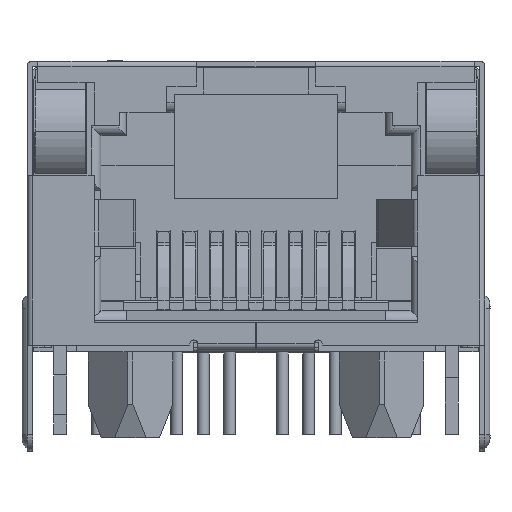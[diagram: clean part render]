
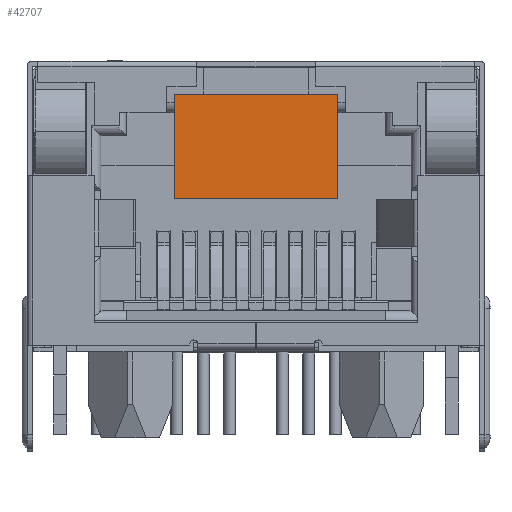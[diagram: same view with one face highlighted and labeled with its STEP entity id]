
A CAD part, front view. The second image highlights one B-rep face of the part: STEP entity #42707.
In plain terms, the highlighted planar face has unit normal (0, -1, 0).
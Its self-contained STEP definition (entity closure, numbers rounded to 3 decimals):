
#14345=CARTESIAN_POINT('',(-3.15,0.499,6.066));
#14346=VERTEX_POINT('',#14345);
#14353=CARTESIAN_POINT('',(-3.15,0.499,10.079));
#14354=VERTEX_POINT('',#14353);
#14355=CARTESIAN_POINT('',(-3.15,0.499,6.066));
#14356=DIRECTION('',(0.,0.,1.));
#14357=VECTOR('',#14356,4.013);
#14358=LINE('',#14355,#14357);
#14359=EDGE_CURVE('',#14346,#14354,#14358,.T.);
#14394=CARTESIAN_POINT('',(3.15,0.499,10.079));
#14395=VERTEX_POINT('',#14394);
#14402=CARTESIAN_POINT('',(3.15,0.499,6.066));
#14403=VERTEX_POINT('',#14402);
#14404=CARTESIAN_POINT('',(3.15,0.499,6.066));
#14405=DIRECTION('',(0.,0.,1.));
#14406=VECTOR('',#14405,4.013);
#14407=LINE('',#14404,#14406);
#14408=EDGE_CURVE('',#14403,#14395,#14407,.T.);
#18440=CARTESIAN_POINT('',(3.15,0.499,10.079));
#18441=DIRECTION('',(-1.,-0.,0.));
#18442=VECTOR('',#18441,6.299);
#18443=LINE('',#18440,#18442);
#18444=EDGE_CURVE('',#14395,#14354,#18443,.T.);
#42691=CARTESIAN_POINT('',(0.,0.499,8.073));
#42692=DIRECTION('',(0.,-1.,0.));
#42693=DIRECTION('',(1.,0.,0.));
#42694=AXIS2_PLACEMENT_3D('',#42691,#42692,#42693);
#42695=PLANE('',#42694);
#42696=ORIENTED_EDGE('',*,*,#14408,.T.);
#42697=ORIENTED_EDGE('',*,*,#18444,.T.);
#42698=ORIENTED_EDGE('',*,*,#14359,.F.);
#42699=CARTESIAN_POINT('',(3.15,0.499,6.066));
#42700=DIRECTION('',(-1.,-0.,0.));
#42701=VECTOR('',#42700,6.299);
#42702=LINE('',#42699,#42701);
#42703=EDGE_CURVE('',#14403,#14346,#42702,.T.);
#42704=ORIENTED_EDGE('',*,*,#42703,.F.);
#42705=EDGE_LOOP('',(#42696,#42697,#42698,#42704));
#42706=FACE_BOUND('',#42705,.T.);
#42707=ADVANCED_FACE('',(#42706),#42695,.T.);
